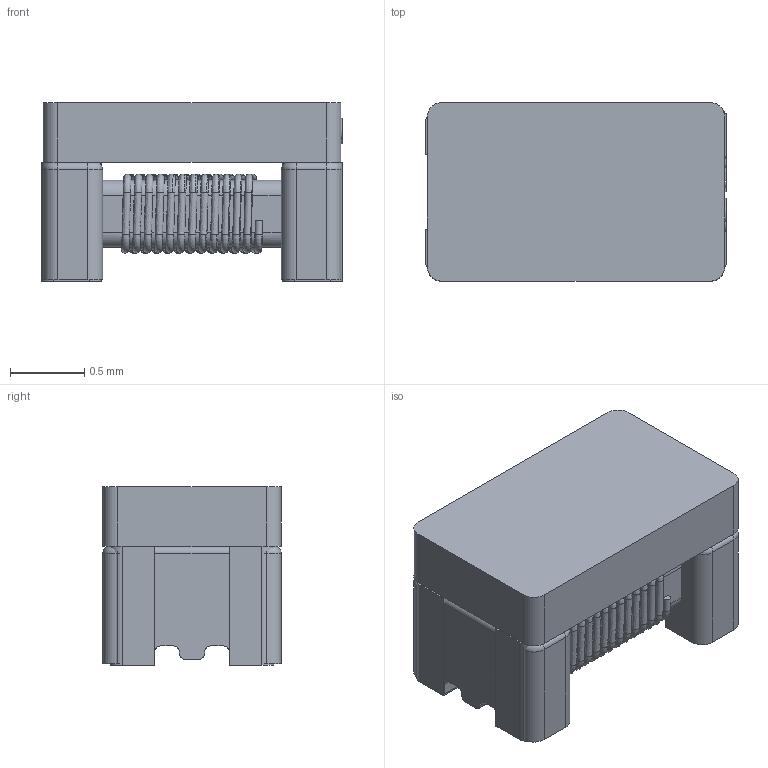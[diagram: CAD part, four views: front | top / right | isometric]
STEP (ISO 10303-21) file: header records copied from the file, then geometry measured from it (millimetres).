
FILE_DESCRIPTION(('FreeCAD Model'),'2;1');
FILE_NAME('Open CASCADE Shape Model','2024-03-15T20:29:04',(''),(''), 'Open CASCADE STEP processor 7.6','FreeCAD','Unknown');
FILE_SCHEMA(('AUTOMOTIVE_DESIGN { 1 0 10303 214 1 1 1 1 }'));
Length unit declared in the file: millimetre
Products named in the file (9): L1; IND-SMD_4P-L2.0-W1.2-TL; COMPOUND007; COMPOUND001; COMPOUND002; COMPOUND003; COMPOUND004; COMPOUND005; COMPOUND006
Assembly tree (8 placements, depth 4):
  L1
    IND-SMD_4P-L2.0-W1.2-TL
      COMPOUND007
        COMPOUND001
        COMPOUND002
        COMPOUND003
        COMPOUND004
        COMPOUND005
        COMPOUND006
Bounding box: 2.02 x 1.2 x 1.2 mm (x, y, z)
Volume: 2.5 mm3; surface area: 23.7 mm2
Topology: 6 solids, 6 shells, 677 faces, 1847 edges, 1210 vertices
Faces by surface type: bspline 293, plane 283, cylinder 93, torus 8
Entity records: 35788 total; most frequent: CARTESIAN_POINT 18042, ORIENTED_EDGE 3694, DIRECTION 2221, EDGE_CURVE 1847, VERTEX_POINT 1210, LINE 883, VECTOR 883, FACE_BOUND 705
